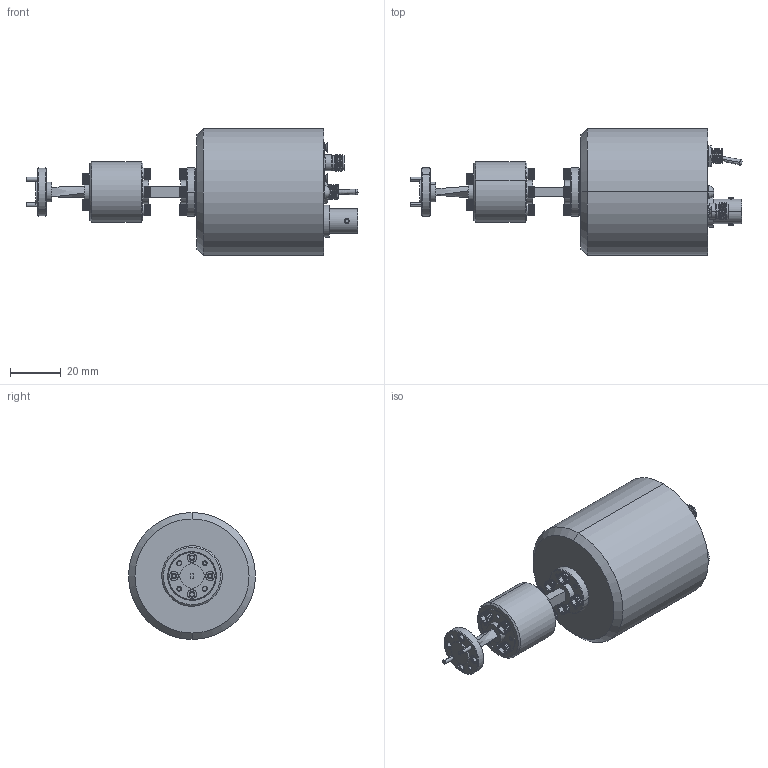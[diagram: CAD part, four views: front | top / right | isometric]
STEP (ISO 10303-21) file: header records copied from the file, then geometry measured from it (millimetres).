
FILE_DESCRIPTION (( 'STEP AP203' ), '1' );
FILE_NAME ('STZ-06-I1.STEP', '2019-04-10T18:39:59', ( '' ), ( '' ), 'SwSTEP 2.0', 'SolidWorks 2016', '' );
FILE_SCHEMA (( 'CONFIG_CONTROL_DESIGN' ));
Length unit declared in the file: millimetre
Products named in the file (1): STZ-06-I1
Bounding box: 130.77 x 50 x 50 mm (x, y, z)
Volume: 110271.1 mm3; surface area: 26431.7 mm2
Topology: 49 solids, 49 shells, 2917 faces, 7851 edges, 5110 vertices
Faces by surface type: plane 1584, cylinder 958, cone 313, bspline 32, torus 30
Entity records: 104860 total; most frequent: CARTESIAN_POINT 36160, ORIENTED_EDGE 15618, DIRECTION 12637, EDGE_CURVE 7809, VERTEX_POINT 5110, AXIS2_PLACEMENT_3D 4769, EDGE_LOOP 3119, LINE 3099
